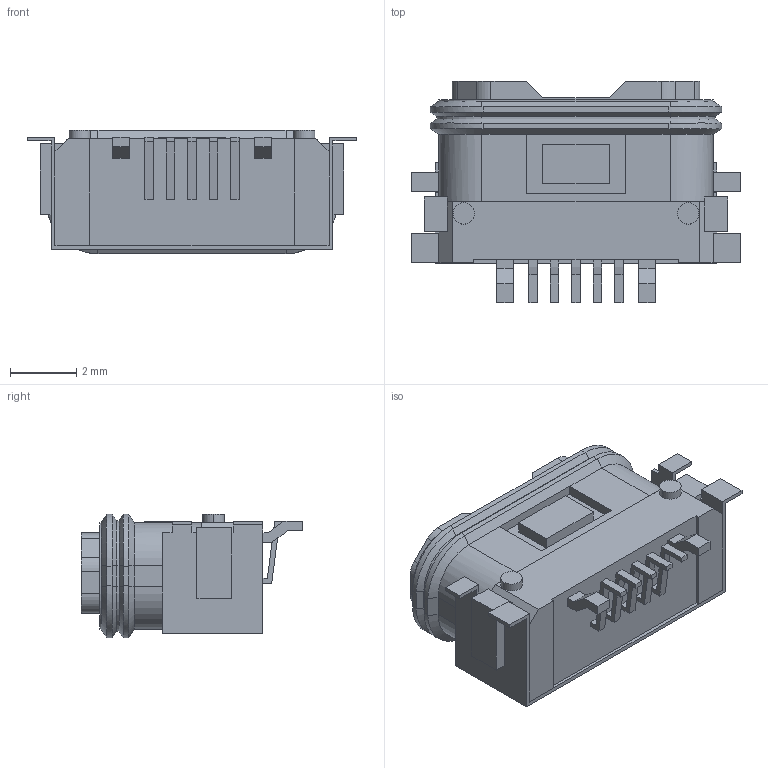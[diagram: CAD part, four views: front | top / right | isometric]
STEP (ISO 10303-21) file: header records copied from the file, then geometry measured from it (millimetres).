
FILE_DESCRIPTION (( 'STEP AP214' ), '1' );
FILE_NAME ('UB-MC5BR3-SDWP604-4S.STEP', '2018-03-05T04:45:29', ( '' ), ( '' ), 'SwSTEP 2.0', 'SolidWorks 2012', '' );
FILE_SCHEMA (( 'AUTOMOTIVE_DESIGN' ));
Length unit declared in the file: millimetre
Products named in the file (1): UB-MC5BR3-SDWP604-4S
Bounding box: 9.94 x 6.7 x 3.75 mm (x, y, z)
Volume: 103.7 mm3; surface area: 310 mm2
Topology: 1 solids, 1 shells, 246 faces, 654 edges, 422 vertices
Faces by surface type: plane 194, cylinder 36, cone 16
Entity records: 8064 total; most frequent: CARTESIAN_POINT 1627, ORIENTED_EDGE 1308, DIRECTION 1158, EDGE_CURVE 654, VECTOR 548, LINE 548, VERTEX_POINT 422, AXIS2_PLACEMENT_3D 305
